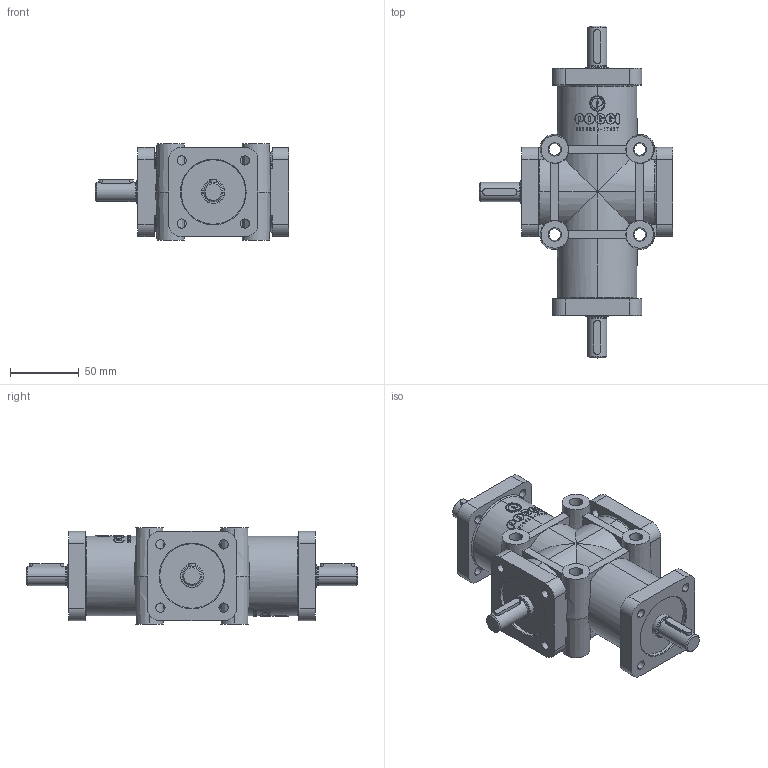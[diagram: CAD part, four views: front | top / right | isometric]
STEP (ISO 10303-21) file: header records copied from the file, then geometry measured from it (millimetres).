
FILE_DESCRIPTION(('STEP AP214'),'1');
FILE_NAME('182007131.stp','2017-10-10T10:34:55',('TraceParts'),('TraceParts S.A.'),'Spatial InterOp 3D',' ',' ');
FILE_SCHEMA(('automotive_design'));
Length unit declared in the file: millimetre
Products named in the file (1): 182007131
Bounding box: 141 x 242 x 70 mm (x, y, z)
Volume: 764286.3 mm3; surface area: 90653.8 mm2
Topology: 1 solids, 1 shells, 778 faces, 2082 edges, 1349 vertices
Faces by surface type: bspline 252, plane 244, cylinder 186, cone 56, torus 40
Entity records: 51944 total; most frequent: CARTESIAN_POINT 29169, ORIENTED_EDGE 4164, DIRECTION 2291, EDGE_CURVE 2082, VERTEX_POINT 1349, B_SPLINE_CURVE_WITH_KNOTS 1308, AXIS2_PLACEMENT_3D 990, EDGE_LOOP 861
